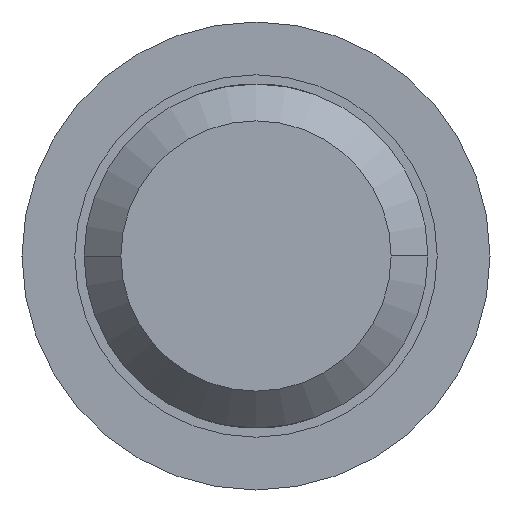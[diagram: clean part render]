
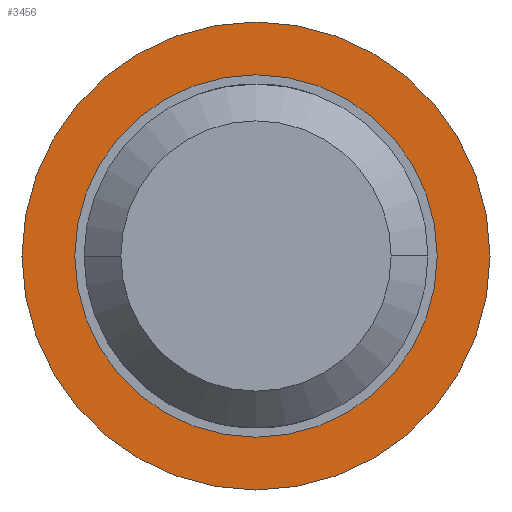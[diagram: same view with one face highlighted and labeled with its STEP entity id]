
A CAD part, front view. The second image highlights one B-rep face of the part: STEP entity #3456.
In plain terms, the highlighted face is planar.
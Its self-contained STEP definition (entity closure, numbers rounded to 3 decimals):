
#428 = CARTESIAN_POINT ( 'NONE',  ( -19.05, 32., 0. ) ) ;
#938 = VERTEX_POINT ( 'NONE', #1072 ) ;
#964 = DIRECTION ( 'NONE',  ( 0., 0., -1. ) ) ;
#966 = ORIENTED_EDGE ( 'NONE', *, *, #1423, .F. ) ;
#993 = EDGE_CURVE ( 'NONE', #3546, #1085, #2930, .T. ) ;
#1071 = FACE_BOUND ( 'NONE', #1366, .T. ) ;
#1072 = CARTESIAN_POINT ( 'NONE',  ( 0., 32., -19.05 ) ) ;
#1085 = VERTEX_POINT ( 'NONE', #1442 ) ;
#1108 = CIRCLE ( 'NONE', #1618, 19.05 ) ;
#1197 = ORIENTED_EDGE ( 'NONE', *, *, #2962, .T. ) ;
#1353 = CARTESIAN_POINT ( 'NONE',  ( 0., 32., 0. ) ) ;
#1366 = EDGE_LOOP ( 'NONE', ( #1197, #2347 ) ) ;
#1369 = DIRECTION ( 'NONE',  ( 0., -1., 0. ) ) ;
#1423 = EDGE_CURVE ( 'NONE', #938, #3373, #1108, .T. ) ;
#1442 = CARTESIAN_POINT ( 'NONE',  ( 0., 32., -14.75 ) ) ;
#1550 = EDGE_LOOP ( 'NONE', ( #966, #1914 ) ) ;
#1618 = AXIS2_PLACEMENT_3D ( 'NONE', #1353, #1673, #3479 ) ;
#1638 = AXIS2_PLACEMENT_3D ( 'NONE', #428, #2797, #1872 ) ;
#1673 = DIRECTION ( 'NONE',  ( 0., -1., 0. ) ) ;
#1833 = CARTESIAN_POINT ( 'NONE',  ( 0., 32., 19.05 ) ) ;
#1872 = DIRECTION ( 'NONE',  ( 0., 0., -1. ) ) ;
#1914 = ORIENTED_EDGE ( 'NONE', *, *, #3604, .F. ) ;
#1948 = AXIS2_PLACEMENT_3D ( 'NONE', #3657, #3645, #964 ) ;
#2004 = CARTESIAN_POINT ( 'NONE',  ( 0., 32., 0. ) ) ;
#2210 = AXIS2_PLACEMENT_3D ( 'NONE', #2004, #1369, #2891 ) ;
#2262 = CARTESIAN_POINT ( 'NONE',  ( 0., 32., 14.75 ) ) ;
#2347 = ORIENTED_EDGE ( 'NONE', *, *, #993, .T. ) ;
#2580 = FACE_OUTER_BOUND ( 'NONE', #1550, .T. ) ;
#2797 = DIRECTION ( 'NONE',  ( 0., -1., 0. ) ) ;
#2816 = CARTESIAN_POINT ( 'NONE',  ( 0., 32., 0. ) ) ;
#2891 = DIRECTION ( 'NONE',  ( 0., 0., -1. ) ) ;
#2930 = CIRCLE ( 'NONE', #2210, 14.75 ) ;
#2962 = EDGE_CURVE ( 'NONE', #1085, #3546, #3801, .T. ) ;
#3132 = DIRECTION ( 'NONE',  ( 0., 0., -1. ) ) ;
#3267 = AXIS2_PLACEMENT_3D ( 'NONE', #2816, #3753, #3132 ) ;
#3373 = VERTEX_POINT ( 'NONE', #1833 ) ;
#3456 = ADVANCED_FACE ( 'NONE', ( #2580, #1071 ), #3697, .F. ) ;
#3479 = DIRECTION ( 'NONE',  ( 0., 0., -1. ) ) ;
#3546 = VERTEX_POINT ( 'NONE', #2262 ) ;
#3578 = CIRCLE ( 'NONE', #3267, 19.05 ) ;
#3604 = EDGE_CURVE ( 'NONE', #3373, #938, #3578, .T. ) ;
#3645 = DIRECTION ( 'NONE',  ( 0., -1., 0. ) ) ;
#3657 = CARTESIAN_POINT ( 'NONE',  ( 0., 32., 0. ) ) ;
#3697 = PLANE ( 'NONE',  #1638 ) ;
#3753 = DIRECTION ( 'NONE',  ( 0., -1., 0. ) ) ;
#3801 = CIRCLE ( 'NONE', #1948, 14.75 ) ;
